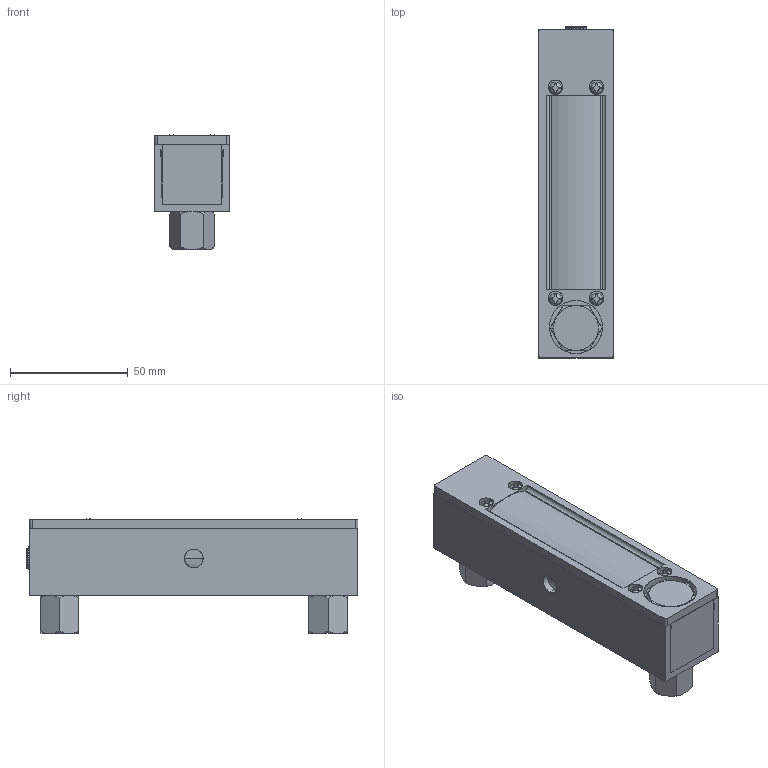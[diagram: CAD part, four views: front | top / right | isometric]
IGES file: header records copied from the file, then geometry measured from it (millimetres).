
Start section: SolidWorks IGES file using analytic representation for surfaces
Global section: file name: 1350G-J-A-1-A.IGS; native system: SolidWorks 2019; preprocessor: SolidWorks 2019; author: SPierson; date: 200512.144447; units: inch
Bounding box: 31.75 x 141.22 x 48.52 mm (x, y, z)
Surface area: 59453.1 mm2 (no closed solid volume)
Topology: 0 solids, 0 shells, 744 faces, 8449 edges, 8449 vertices
Faces by surface type: bspline 586, revolution 158
